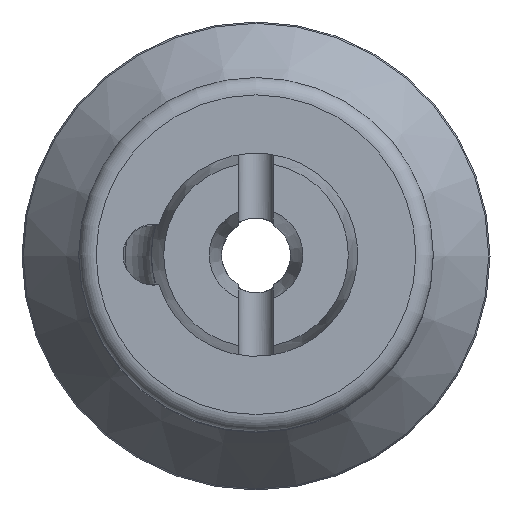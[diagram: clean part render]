
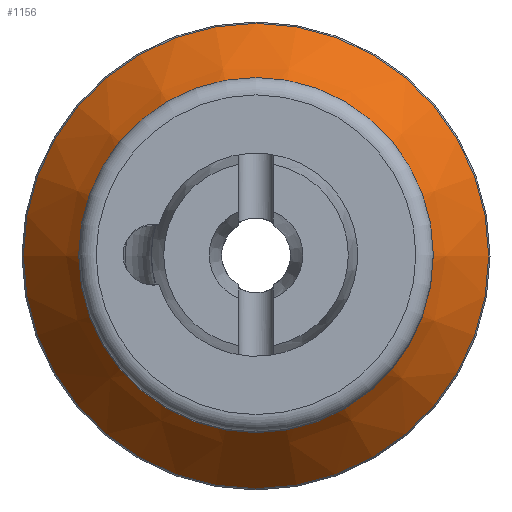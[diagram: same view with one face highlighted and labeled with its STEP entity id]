
A CAD part, top view. The second image highlights one B-rep face of the part: STEP entity #1156.
In plain terms, the highlighted conical face has half-angle 36 degrees and reference radius 4 mm.
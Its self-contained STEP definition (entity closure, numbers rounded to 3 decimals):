
#41=CONICAL_SURFACE('',#1262,4.,0.628);
#173=FACE_OUTER_BOUND('',#231,.T.);
#231=EDGE_LOOP('',(#997,#998,#999,#1000,#1001,#1002));
#301=LINE('',#3191,#362);
#362=VECTOR('',#1514,4.);
#395=CIRCLE('',#1257,4.224);
#396=CIRCLE('',#1258,4.224);
#399=CIRCLE('',#1263,6.675);
#400=CIRCLE('',#1264,6.675);
#523=VERTEX_POINT('',#3179);
#524=VERTEX_POINT('',#3181);
#527=VERTEX_POINT('',#3190);
#528=VERTEX_POINT('',#3192);
#694=EDGE_CURVE('',#523,#524,#395,.T.);
#695=EDGE_CURVE('',#524,#523,#396,.T.);
#698=EDGE_CURVE('',#523,#527,#301,.T.);
#699=EDGE_CURVE('',#528,#527,#399,.T.);
#700=EDGE_CURVE('',#527,#528,#400,.T.);
#997=ORIENTED_EDGE('',*,*,#695,.F.);
#998=ORIENTED_EDGE('',*,*,#694,.F.);
#999=ORIENTED_EDGE('',*,*,#698,.T.);
#1000=ORIENTED_EDGE('',*,*,#699,.F.);
#1001=ORIENTED_EDGE('',*,*,#700,.F.);
#1002=ORIENTED_EDGE('',*,*,#698,.F.);
#1156=ADVANCED_FACE('',(#173),#41,.T.);
#1257=AXIS2_PLACEMENT_3D('',#3182,#1502,#1503);
#1258=AXIS2_PLACEMENT_3D('',#3183,#1504,#1505);
#1262=AXIS2_PLACEMENT_3D('',#3189,#1512,#1513);
#1263=AXIS2_PLACEMENT_3D('',#3193,#1515,#1516);
#1264=AXIS2_PLACEMENT_3D('',#3194,#1517,#1518);
#1502=DIRECTION('center_axis',(0.,0.,1.));
#1503=DIRECTION('ref_axis',(-1.,0.,0.));
#1504=DIRECTION('center_axis',(0.,0.,1.));
#1505=DIRECTION('ref_axis',(-1.,0.,0.));
#1512=DIRECTION('center_axis',(0.,0.,-1.));
#1513=DIRECTION('ref_axis',(1.,0.,0.));
#1514=DIRECTION('',(-0.588,0.,-0.809));
#1515=DIRECTION('center_axis',(0.,0.,-1.));
#1516=DIRECTION('ref_axis',(1.,0.,0.));
#1517=DIRECTION('center_axis',(0.,0.,-1.));
#1518=DIRECTION('ref_axis',(1.,0.,0.));
#3179=CARTESIAN_POINT('',(-4.224,0.,3.692));
#3181=CARTESIAN_POINT('',(4.224,0.,3.692));
#3182=CARTESIAN_POINT('Origin',(0.,0.,3.692));
#3183=CARTESIAN_POINT('Origin',(0.,0.,3.692));
#3189=CARTESIAN_POINT('Origin',(0.,0.,4.));
#3190=CARTESIAN_POINT('',(-6.675,0.,0.318));
#3191=CARTESIAN_POINT('',(-4.,0.,4.));
#3192=CARTESIAN_POINT('',(6.675,0.,0.318));
#3193=CARTESIAN_POINT('Origin',(0.,0.,0.318));
#3194=CARTESIAN_POINT('Origin',(0.,0.,0.318));
